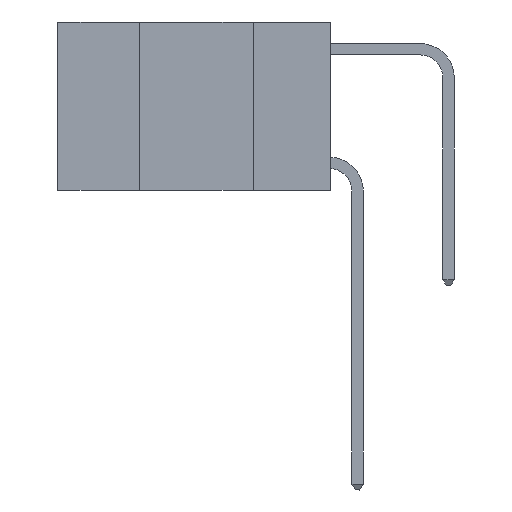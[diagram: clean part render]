
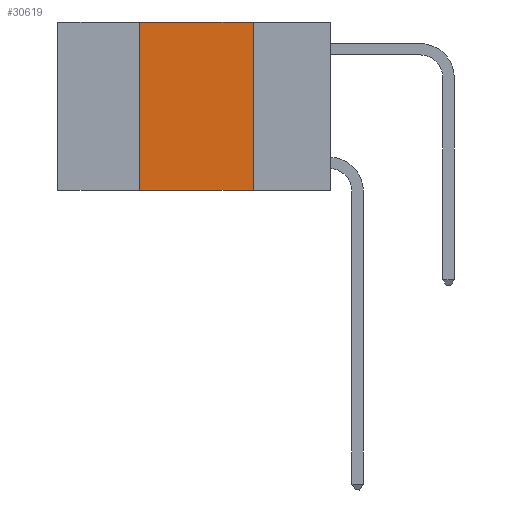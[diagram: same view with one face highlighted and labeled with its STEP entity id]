
A CAD part, left-side view. The second image highlights one B-rep face of the part: STEP entity #30619.
In plain terms, the highlighted planar face has unit normal (-1, 0, 0).
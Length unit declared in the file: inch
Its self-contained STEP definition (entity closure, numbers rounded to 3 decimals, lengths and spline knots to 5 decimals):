
#21 = EDGE_CURVE ( 'NONE', #24375, #18544, #18598, .T. ) ;
#1270 = VECTOR ( 'NONE', #15496, 39.37008 ) ;
#1838 = DIRECTION ( 'NONE',  ( 0., -1., 0. ) ) ;
#1992 = EDGE_CURVE ( 'NONE', #22197, #31062, #23629, .T. ) ;
#2763 = ORIENTED_EDGE ( 'NONE', *, *, #1992, .F. ) ;
#2842 = CARTESIAN_POINT ( 'NONE',  ( 0., 0.17, -0.37 ) ) ;
#3969 = LINE ( 'NONE', #20966, #30506 ) ;
#5601 = DIRECTION ( 'NONE',  ( 0., 0., -1. ) ) ;
#7795 = CARTESIAN_POINT ( 'NONE',  ( 0., 0.17, 0. ) ) ;
#9340 = VECTOR ( 'NONE', #1838, 39.37008 ) ;
#10380 = DIRECTION ( 'NONE',  ( 1., 0., 0. ) ) ;
#10968 = CARTESIAN_POINT ( 'NONE',  ( 0., 0.42, 0. ) ) ;
#11303 = DIRECTION ( 'NONE',  ( 0., 0., -1. ) ) ;
#11802 = VECTOR ( 'NONE', #18136, 39.37008 ) ;
#12614 = CARTESIAN_POINT ( 'NONE',  ( 0., 0.6, 0. ) ) ;
#12695 = CARTESIAN_POINT ( 'NONE',  ( 0., 0.42, -0.37 ) ) ;
#15496 = DIRECTION ( 'NONE',  ( 0., 0., 1. ) ) ;
#15537 = EDGE_CURVE ( 'NONE', #31062, #18544, #3969, .T. ) ;
#15658 = LINE ( 'NONE', #19946, #1270 ) ;
#16014 = ORIENTED_EDGE ( 'NONE', *, *, #21, .T. ) ;
#18136 = DIRECTION ( 'NONE',  ( 0., -1., 0. ) ) ;
#18273 = EDGE_LOOP ( 'NONE', ( #27229, #2763, #21015, #16014 ) ) ;
#18544 = VERTEX_POINT ( 'NONE', #2842 ) ;
#18598 = LINE ( 'NONE', #27977, #11802 ) ;
#19946 = CARTESIAN_POINT ( 'NONE',  ( 0., 0.42, 0. ) ) ;
#20966 = CARTESIAN_POINT ( 'NONE',  ( 0., 0.17, 0. ) ) ;
#21015 = ORIENTED_EDGE ( 'NONE', *, *, #30139, .F. ) ;
#22197 = VERTEX_POINT ( 'NONE', #10968 ) ;
#22299 = FACE_OUTER_BOUND ( 'NONE', #18273, .T. ) ;
#23629 = LINE ( 'NONE', #30283, #9340 ) ;
#24375 = VERTEX_POINT ( 'NONE', #12695 ) ;
#24834 = PLANE ( 'NONE',  #25137 ) ;
#25137 = AXIS2_PLACEMENT_3D ( 'NONE', #12614, #10380, #5601 ) ;
#27229 = ORIENTED_EDGE ( 'NONE', *, *, #15537, .F. ) ;
#27977 = CARTESIAN_POINT ( 'NONE',  ( 0., 0.6, -0.37 ) ) ;
#30139 = EDGE_CURVE ( 'NONE', #24375, #22197, #15658, .T. ) ;
#30283 = CARTESIAN_POINT ( 'NONE',  ( 0., 0.6, 0. ) ) ;
#30506 = VECTOR ( 'NONE', #11303, 39.37008 ) ;
#30619 = ADVANCED_FACE ( 'NONE', ( #22299 ), #24834, .F. ) ;
#31062 = VERTEX_POINT ( 'NONE', #7795 ) ;
